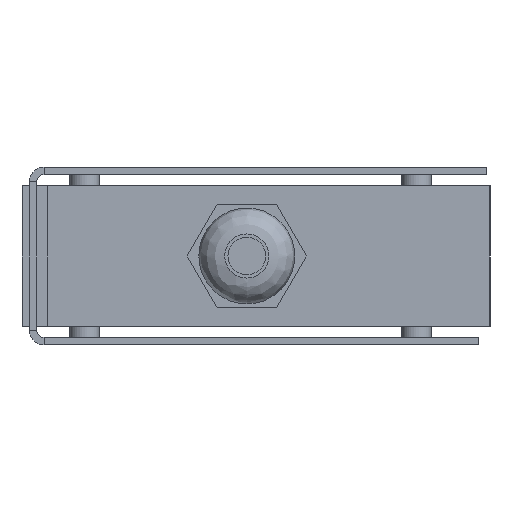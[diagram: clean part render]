
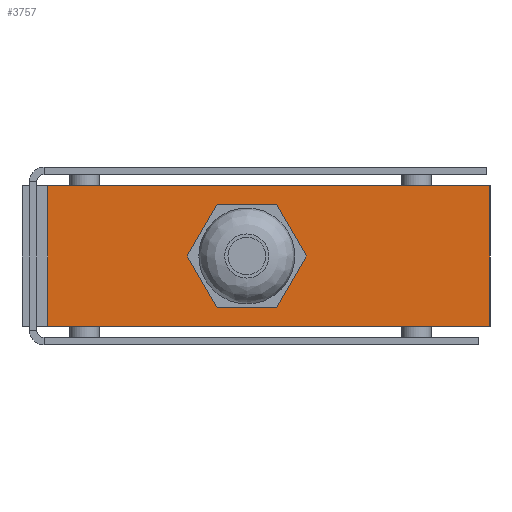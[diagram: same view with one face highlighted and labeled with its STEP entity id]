
A CAD part, left-side view. The second image highlights one B-rep face of the part: STEP entity #3757.
In plain terms, the highlighted planar face has unit normal (-1, 0, 0).
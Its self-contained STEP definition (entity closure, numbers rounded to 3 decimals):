
#286=FACE_BOUND('',#791,.T.);
#330=PLANE('',#4057);
#552=FACE_OUTER_BOUND('',#790,.T.);
#790=EDGE_LOOP('',(#3286,#3287,#3288,#3289));
#791=EDGE_LOOP('',(#3290,#3291));
#987=LINE('',#12943,#1237);
#1006=LINE('',#13016,#1256);
#1028=LINE('',#13075,#1278);
#1029=LINE('',#13076,#1279);
#1237=VECTOR('',#4675,10.);
#1256=VECTOR('',#4758,10.);
#1278=VECTOR('',#4816,10.);
#1279=VECTOR('',#4817,10.);
#1350=CIRCLE('',#3975,4.);
#1351=CIRCLE('',#3976,4.);
#1664=VERTEX_POINT('',#8691);
#1665=VERTEX_POINT('',#8692);
#1677=VERTEX_POINT('',#12940);
#1678=VERTEX_POINT('',#12942);
#1700=VERTEX_POINT('',#13015);
#1719=VERTEX_POINT('',#13074);
#2139=EDGE_CURVE('',#1664,#1665,#1350,.T.);
#2140=EDGE_CURVE('',#1665,#1664,#1351,.T.);
#2190=EDGE_CURVE('',#1678,#1677,#987,.T.);
#2220=EDGE_CURVE('',#1678,#1700,#1006,.T.);
#2250=EDGE_CURVE('',#1719,#1677,#1028,.T.);
#2251=EDGE_CURVE('',#1700,#1719,#1029,.T.);
#3286=ORIENTED_EDGE('',*,*,#2190,.T.);
#3287=ORIENTED_EDGE('',*,*,#2250,.F.);
#3288=ORIENTED_EDGE('',*,*,#2251,.F.);
#3289=ORIENTED_EDGE('',*,*,#2220,.F.);
#3290=ORIENTED_EDGE('',*,*,#2139,.T.);
#3291=ORIENTED_EDGE('',*,*,#2140,.T.);
#3757=ADVANCED_FACE('',(#552,#286),#330,.T.);
#3975=AXIS2_PLACEMENT_3D('',#8693,#4605,#4606);
#3976=AXIS2_PLACEMENT_3D('',#8694,#4607,#4608);
#4057=AXIS2_PLACEMENT_3D('',#13073,#4814,#4815);
#4605=DIRECTION('center_axis',(1.,0.,0.));
#4606=DIRECTION('ref_axis',(0.,-1.,0.));
#4607=DIRECTION('center_axis',(1.,0.,0.));
#4608=DIRECTION('ref_axis',(0.,-1.,0.));
#4675=DIRECTION('',(0.,0.,1.));
#4758=DIRECTION('',(0.,1.,0.));
#4814=DIRECTION('center_axis',(-1.,0.,0.));
#4815=DIRECTION('ref_axis',(0.,-1.,0.));
#4816=DIRECTION('',(0.,-1.,0.));
#4817=DIRECTION('',(0.,0.,1.));
#8691=CARTESIAN_POINT('',(-58.801,-2.75,0.));
#8692=CARTESIAN_POINT('',(-58.801,5.25,0.));
#8693=CARTESIAN_POINT('Origin',(-58.801,1.25,0.));
#8694=CARTESIAN_POINT('Origin',(-58.801,1.25,0.));
#12940=CARTESIAN_POINT('',(-58.801,-31.75,9.525));
#12942=CARTESIAN_POINT('',(-58.801,-31.75,-9.525));
#12943=CARTESIAN_POINT('',(-58.801,-31.75,0.));
#13015=CARTESIAN_POINT('',(-58.801,28.25,-9.525));
#13016=CARTESIAN_POINT('',(-58.801,-31.75,-9.525));
#13073=CARTESIAN_POINT('Origin',(-58.801,28.25,0.));
#13074=CARTESIAN_POINT('',(-58.801,28.25,9.525));
#13075=CARTESIAN_POINT('',(-58.801,-31.75,9.525));
#13076=CARTESIAN_POINT('',(-58.801,28.25,0.));
